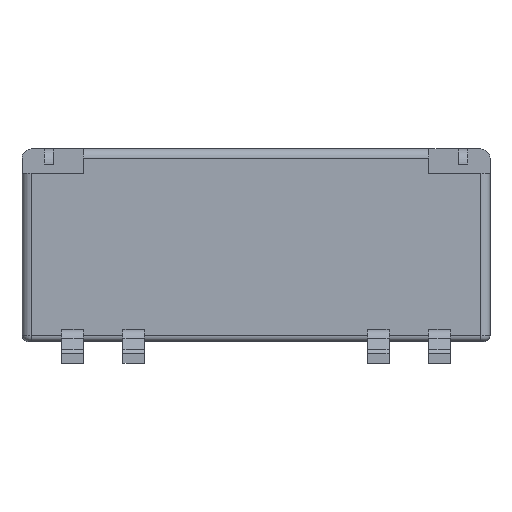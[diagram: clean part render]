
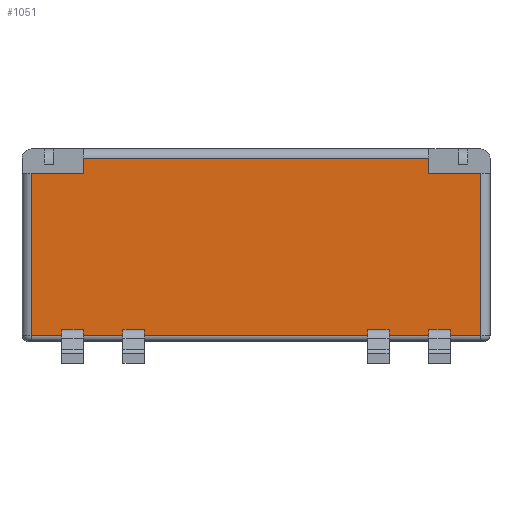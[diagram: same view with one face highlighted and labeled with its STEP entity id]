
A CAD part, left-side view. The second image highlights one B-rep face of the part: STEP entity #1051.
In plain terms, the highlighted planar face has unit normal (-1, 0, 0).
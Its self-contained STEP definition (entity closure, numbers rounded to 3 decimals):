
#22 = EDGE_LOOP ( 'NONE', ( #1851, #647, #1037, #1784, #2096, #328, #1354, #421 ) ) ;
#54 = EDGE_CURVE ( 'NONE', #2024, #1718, #1303, .T. ) ;
#118 = PLANE ( 'NONE',  #2011 ) ;
#122 = VECTOR ( 'NONE', #377, 1000. ) ;
#258 = DIRECTION ( 'NONE',  ( 1., 0., 0. ) ) ;
#328 = ORIENTED_EDGE ( 'NONE', *, *, #543, .T. ) ;
#340 = LINE ( 'NONE', #1677, #122 ) ;
#362 = CARTESIAN_POINT ( 'NONE',  ( -5.8, 7.35, 0.2 ) ) ;
#364 = DIRECTION ( 'NONE',  ( 0., -1., 0. ) ) ;
#377 = DIRECTION ( 'NONE',  ( 0., 0., 1. ) ) ;
#382 = EDGE_CURVE ( 'NONE', #1950, #809, #1112, .T. ) ;
#405 = EDGE_CURVE ( 'NONE', #963, #1137, #1167, .T. ) ;
#421 = ORIENTED_EDGE ( 'NONE', *, *, #1036, .T. ) ;
#456 = CARTESIAN_POINT ( 'NONE',  ( -5.8, -5.65, 6. ) ) ;
#483 = DIRECTION ( 'NONE',  ( 0., -1., 0. ) ) ;
#491 = VECTOR ( 'NONE', #1725, 1000. ) ;
#519 = VECTOR ( 'NONE', #1285, 1000. ) ;
#528 = VECTOR ( 'NONE', #1848, 1000. ) ;
#543 = EDGE_CURVE ( 'NONE', #1950, #2024, #1203, .T. ) ;
#608 = LINE ( 'NONE', #636, #706 ) ;
#636 = CARTESIAN_POINT ( 'NONE',  ( -5.8, -7.35, 6.3 ) ) ;
#643 = CARTESIAN_POINT ( 'NONE',  ( -5.8, 7.65, 6. ) ) ;
#647 = ORIENTED_EDGE ( 'NONE', *, *, #1531, .T. ) ;
#706 = VECTOR ( 'NONE', #2127, 1000. ) ;
#763 = CARTESIAN_POINT ( 'NONE',  ( -5.8, -7.35, 5.5 ) ) ;
#809 = VERTEX_POINT ( 'NONE', #1212 ) ;
#840 = DIRECTION ( 'NONE',  ( 0., 1., 0. ) ) ;
#843 = VERTEX_POINT ( 'NONE', #1406 ) ;
#880 = CARTESIAN_POINT ( 'NONE',  ( -5.8, 7.65, 5.5 ) ) ;
#963 = VERTEX_POINT ( 'NONE', #456 ) ;
#984 = CARTESIAN_POINT ( 'NONE',  ( -5.8, 5.65, 6. ) ) ;
#1006 = CARTESIAN_POINT ( 'NONE',  ( -5.8, 7.35, 5.5 ) ) ;
#1036 = EDGE_CURVE ( 'NONE', #1718, #1309, #608, .T. ) ;
#1037 = ORIENTED_EDGE ( 'NONE', *, *, #405, .T. ) ;
#1051 = ADVANCED_FACE ( 'NONE', ( #1763 ), #118, .F. ) ;
#1112 = LINE ( 'NONE', #1173, #1398 ) ;
#1137 = VERTEX_POINT ( 'NONE', #984 ) ;
#1167 = LINE ( 'NONE', #643, #1228 ) ;
#1173 = CARTESIAN_POINT ( 'NONE',  ( -5.8, 7.65, 5.5 ) ) ;
#1203 = LINE ( 'NONE', #1557, #528 ) ;
#1208 = EDGE_CURVE ( 'NONE', #1137, #809, #1365, .T. ) ;
#1212 = CARTESIAN_POINT ( 'NONE',  ( -5.8, 5.65, 5.5 ) ) ;
#1228 = VECTOR ( 'NONE', #840, 1000. ) ;
#1266 = DIRECTION ( 'NONE',  ( 0., 1., 0. ) ) ;
#1269 = CARTESIAN_POINT ( 'NONE',  ( -5.8, -7.35, 0.2 ) ) ;
#1285 = DIRECTION ( 'NONE',  ( 0., -1., 0. ) ) ;
#1288 = CARTESIAN_POINT ( 'NONE',  ( -5.8, 7.65, 6.3 ) ) ;
#1303 = LINE ( 'NONE', #1815, #519 ) ;
#1309 = VERTEX_POINT ( 'NONE', #763 ) ;
#1354 = ORIENTED_EDGE ( 'NONE', *, *, #54, .T. ) ;
#1365 = LINE ( 'NONE', #2050, #491 ) ;
#1398 = VECTOR ( 'NONE', #483, 1000. ) ;
#1406 = CARTESIAN_POINT ( 'NONE',  ( -5.8, -5.65, 5.5 ) ) ;
#1531 = EDGE_CURVE ( 'NONE', #843, #963, #340, .T. ) ;
#1540 = EDGE_CURVE ( 'NONE', #843, #1309, #1688, .T. ) ;
#1557 = CARTESIAN_POINT ( 'NONE',  ( -5.8, 7.35, 6.3 ) ) ;
#1677 = CARTESIAN_POINT ( 'NONE',  ( -5.8, -5.65, 6.3 ) ) ;
#1688 = LINE ( 'NONE', #880, #1905 ) ;
#1718 = VERTEX_POINT ( 'NONE', #1269 ) ;
#1725 = DIRECTION ( 'NONE',  ( 0., 0., -1. ) ) ;
#1763 = FACE_OUTER_BOUND ( 'NONE', #22, .T. ) ;
#1784 = ORIENTED_EDGE ( 'NONE', *, *, #1208, .T. ) ;
#1815 = CARTESIAN_POINT ( 'NONE',  ( -5.8, 7.65, 0.2 ) ) ;
#1848 = DIRECTION ( 'NONE',  ( 0., 0., -1. ) ) ;
#1851 = ORIENTED_EDGE ( 'NONE', *, *, #1540, .F. ) ;
#1905 = VECTOR ( 'NONE', #364, 1000. ) ;
#1950 = VERTEX_POINT ( 'NONE', #1006 ) ;
#2011 = AXIS2_PLACEMENT_3D ( 'NONE', #1288, #258, #1266 ) ;
#2024 = VERTEX_POINT ( 'NONE', #362 ) ;
#2050 = CARTESIAN_POINT ( 'NONE',  ( -5.8, 5.65, 6.3 ) ) ;
#2096 = ORIENTED_EDGE ( 'NONE', *, *, #382, .F. ) ;
#2127 = DIRECTION ( 'NONE',  ( 0., 0., 1. ) ) ;
